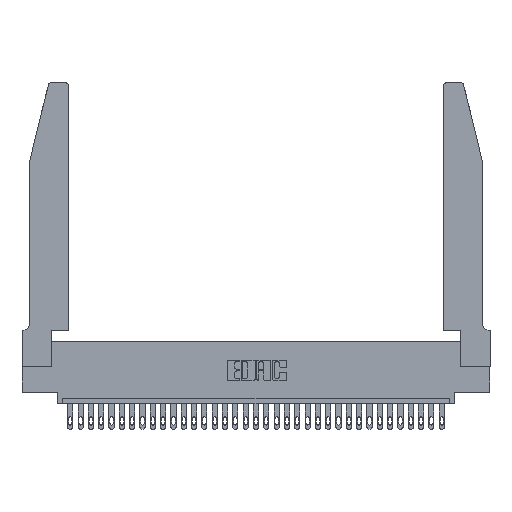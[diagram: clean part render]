
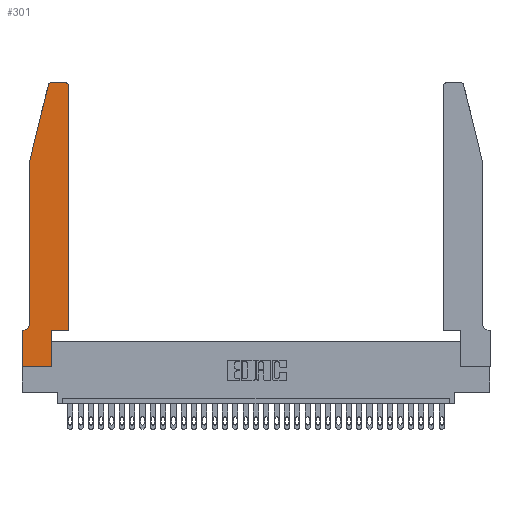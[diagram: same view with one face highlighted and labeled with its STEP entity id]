
A CAD part, top view. The second image highlights one B-rep face of the part: STEP entity #301.
In plain terms, the highlighted planar face has unit normal (0, 0, 1).
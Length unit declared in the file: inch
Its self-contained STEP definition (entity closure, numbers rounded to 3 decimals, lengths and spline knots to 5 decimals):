
#301 = ADVANCED_FACE ( 'NONE', ( #28683 ), #1433, .T. ) ;
#448 = LINE ( 'NONE', #8034, #14974 ) ;
#534 = EDGE_CURVE ( 'NONE', #3577, #1971, #7270, .T. ) ;
#542 = EDGE_CURVE ( 'NONE', #13993, #26553, #448, .T. ) ;
#566 = DIRECTION ( 'NONE',  ( 0., 1., 0. ) ) ;
#575 = CARTESIAN_POINT ( 'NONE',  ( 0.0055, 0.35, 0.37 ) ) ;
#622 = LINE ( 'NONE', #23131, #23992 ) ;
#883 = LINE ( 'NONE', #25680, #8852 ) ;
#1068 = DIRECTION ( 'NONE',  ( 1., 0., 0. ) ) ;
#1118 = AXIS2_PLACEMENT_3D ( 'NONE', #10995, #31244, #5366 ) ;
#1433 = PLANE ( 'NONE',  #17897 ) ;
#1752 = ORIENTED_EDGE ( 'NONE', *, *, #8779, .T. ) ;
#1761 = CARTESIAN_POINT ( 'NONE',  ( 0.0755, 2., 0.37 ) ) ;
#1770 = CIRCLE ( 'NONE', #32711, 0.03 ) ;
#1971 = VERTEX_POINT ( 'NONE', #17288 ) ;
#3007 = DIRECTION ( 'NONE',  ( 0., 0., 1. ) ) ;
#3448 = VERTEX_POINT ( 'NONE', #18489 ) ;
#3577 = VERTEX_POINT ( 'NONE', #12654 ) ;
#3688 = CARTESIAN_POINT ( 'NONE',  ( 0.2865, 0.35, 0.37 ) ) ;
#3868 = VERTEX_POINT ( 'NONE', #7212 ) ;
#4000 = CARTESIAN_POINT ( 'NONE',  ( 0.4205, 2.75, 0.37 ) ) ;
#4210 = LINE ( 'NONE', #8652, #19158 ) ;
#5366 = DIRECTION ( 'NONE',  ( 1., 0., 0. ) ) ;
#5871 = ORIENTED_EDGE ( 'NONE', *, *, #8988, .T. ) ;
#5872 = ORIENTED_EDGE ( 'NONE', *, *, #29539, .T. ) ;
#6120 = DIRECTION ( 'NONE',  ( 0., -1., 0. ) ) ;
#6336 = CIRCLE ( 'NONE', #22773, 0.07 ) ;
#6532 = DIRECTION ( 'NONE',  ( 1., 0., 0. ) ) ;
#6581 = EDGE_CURVE ( 'NONE', #27756, #3577, #622, .T. ) ;
#7079 = DIRECTION ( 'NONE',  ( 0., 1., 0. ) ) ;
#7212 = CARTESIAN_POINT ( 'NONE',  ( 0.25487, 2.72718, 0.37 ) ) ;
#7270 = LINE ( 'NONE', #28568, #15766 ) ;
#8034 = CARTESIAN_POINT ( 'NONE',  ( 0.2865, 0.35, 0.37 ) ) ;
#8652 = CARTESIAN_POINT ( 'NONE',  ( 0., 0., 0.37 ) ) ;
#8779 = EDGE_CURVE ( 'NONE', #3448, #13878, #22221, .T. ) ;
#8852 = VECTOR ( 'NONE', #12378, 39.37008 ) ;
#8988 = EDGE_CURVE ( 'NONE', #3868, #3448, #14913, .T. ) ;
#9141 = CARTESIAN_POINT ( 'NONE',  ( 0., 0.35, 0.37 ) ) ;
#9660 = CARTESIAN_POINT ( 'NONE',  ( 0.4505, 0.35, 0.37 ) ) ;
#9747 = VERTEX_POINT ( 'NONE', #9660 ) ;
#9806 = CARTESIAN_POINT ( 'NONE',  ( 0.4505, 0.35, 0.37 ) ) ;
#10426 = ORIENTED_EDGE ( 'NONE', *, *, #18151, .T. ) ;
#10765 = DIRECTION ( 'NONE',  ( 0., -1., 0. ) ) ;
#10995 = CARTESIAN_POINT ( 'NONE',  ( 0.4205, 2.72, 0.37 ) ) ;
#11902 = CARTESIAN_POINT ( 'NONE',  ( 0.4505, 2.72, 0.37 ) ) ;
#12316 = ORIENTED_EDGE ( 'NONE', *, *, #31723, .T. ) ;
#12378 = DIRECTION ( 'NONE',  ( -1., 0., 0. ) ) ;
#12654 = CARTESIAN_POINT ( 'NONE',  ( 0., 0.35, 0.37 ) ) ;
#13255 = CARTESIAN_POINT ( 'NONE',  ( 0.284, 2.75, 0.37 ) ) ;
#13294 = ORIENTED_EDGE ( 'NONE', *, *, #32763, .T. ) ;
#13566 = ORIENTED_EDGE ( 'NONE', *, *, #15712, .T. ) ;
#13878 = VERTEX_POINT ( 'NONE', #23620 ) ;
#13993 = VERTEX_POINT ( 'NONE', #23984 ) ;
#14345 = CARTESIAN_POINT ( 'NONE',  ( 0.4505, 0.35, 0.37 ) ) ;
#14780 = DIRECTION ( 'NONE',  ( 0., 0., -1. ) ) ;
#14913 = LINE ( 'NONE', #1761, #22962 ) ;
#14974 = VECTOR ( 'NONE', #566, 39.37008 ) ;
#15604 = CARTESIAN_POINT ( 'NONE',  ( 0.284, 2.72, 0.37 ) ) ;
#15627 = VECTOR ( 'NONE', #7079, 39.37008 ) ;
#15712 = EDGE_CURVE ( 'NONE', #9747, #23355, #28157, .T. ) ;
#15766 = VECTOR ( 'NONE', #10765, 39.37008 ) ;
#17288 = CARTESIAN_POINT ( 'NONE',  ( 0., 0., 0.37 ) ) ;
#17626 = CARTESIAN_POINT ( 'NONE',  ( 0.0055, 0.42, 0.37 ) ) ;
#17897 = AXIS2_PLACEMENT_3D ( 'NONE', #9141, #22142, #19696 ) ;
#18110 = EDGE_CURVE ( 'NONE', #1971, #13993, #4210, .T. ) ;
#18149 = ORIENTED_EDGE ( 'NONE', *, *, #22789, .T. ) ;
#18151 = EDGE_CURVE ( 'NONE', #23355, #30735, #25964, .T. ) ;
#18489 = CARTESIAN_POINT ( 'NONE',  ( 0.0755, 2., 0.37 ) ) ;
#19158 = VECTOR ( 'NONE', #1068, 39.37008 ) ;
#19245 = DIRECTION ( 'NONE',  ( -1., 0., 0. ) ) ;
#19350 = VECTOR ( 'NONE', #6532, 39.37008 ) ;
#19696 = DIRECTION ( 'NONE',  ( 1., 0., 0. ) ) ;
#22142 = DIRECTION ( 'NONE',  ( 0., 0., 1. ) ) ;
#22221 = LINE ( 'NONE', #26641, #30639 ) ;
#22773 = AXIS2_PLACEMENT_3D ( 'NONE', #17626, #14780, #32774 ) ;
#22789 = EDGE_CURVE ( 'NONE', #30735, #26007, #883, .T. ) ;
#22962 = VECTOR ( 'NONE', #30429, 39.37008 ) ;
#23131 = CARTESIAN_POINT ( 'NONE',  ( 0.0755, 0.35, 0.37 ) ) ;
#23355 = VERTEX_POINT ( 'NONE', #11902 ) ;
#23620 = CARTESIAN_POINT ( 'NONE',  ( 0.0755, 0.42, 0.37 ) ) ;
#23984 = CARTESIAN_POINT ( 'NONE',  ( 0.2865, 0., 0.37 ) ) ;
#23992 = VECTOR ( 'NONE', #19245, 39.37008 ) ;
#25604 = ORIENTED_EDGE ( 'NONE', *, *, #542, .T. ) ;
#25680 = CARTESIAN_POINT ( 'NONE',  ( 0.2605, 2.75, 0.37 ) ) ;
#25875 = DIRECTION ( 'NONE',  ( 1., 0., 0. ) ) ;
#25964 = CIRCLE ( 'NONE', #1118, 0.03 ) ;
#26007 = VERTEX_POINT ( 'NONE', #13255 ) ;
#26553 = VERTEX_POINT ( 'NONE', #3688 ) ;
#26641 = CARTESIAN_POINT ( 'NONE',  ( 0.0755, 2., 0.37 ) ) ;
#27384 = LINE ( 'NONE', #14345, #19350 ) ;
#27756 = VERTEX_POINT ( 'NONE', #575 ) ;
#27810 = ORIENTED_EDGE ( 'NONE', *, *, #18110, .T. ) ;
#27853 = ORIENTED_EDGE ( 'NONE', *, *, #534, .T. ) ;
#28157 = LINE ( 'NONE', #9806, #15627 ) ;
#28568 = CARTESIAN_POINT ( 'NONE',  ( 0., 0., 0.37 ) ) ;
#28683 = FACE_OUTER_BOUND ( 'NONE', #32111, .T. ) ;
#29539 = EDGE_CURVE ( 'NONE', #13878, #27756, #6336, .T. ) ;
#29669 = ORIENTED_EDGE ( 'NONE', *, *, #6581, .T. ) ;
#30429 = DIRECTION ( 'NONE',  ( -0.239, -0.971, 0. ) ) ;
#30639 = VECTOR ( 'NONE', #6120, 39.37008 ) ;
#30735 = VERTEX_POINT ( 'NONE', #4000 ) ;
#31244 = DIRECTION ( 'NONE',  ( 0., 0., 1. ) ) ;
#31723 = EDGE_CURVE ( 'NONE', #26007, #3868, #1770, .T. ) ;
#32111 = EDGE_LOOP ( 'NONE', ( #18149, #12316, #5871, #1752, #5872, #29669, #27853, #27810, #25604, #13294, #13566, #10426 ) ) ;
#32711 = AXIS2_PLACEMENT_3D ( 'NONE', #15604, #3007, #25875 ) ;
#32763 = EDGE_CURVE ( 'NONE', #26553, #9747, #27384, .T. ) ;
#32774 = DIRECTION ( 'NONE',  ( -1., 0., 0. ) ) ;
